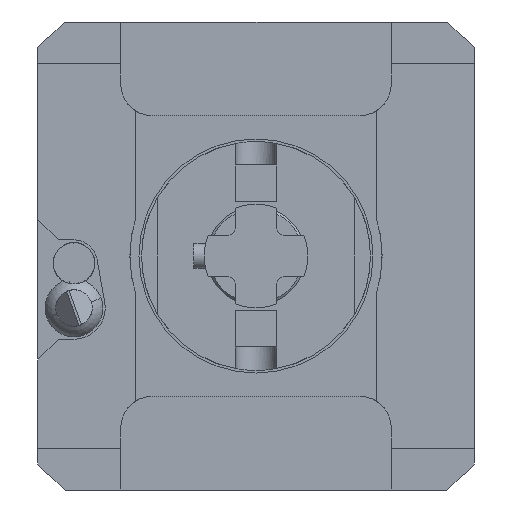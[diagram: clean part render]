
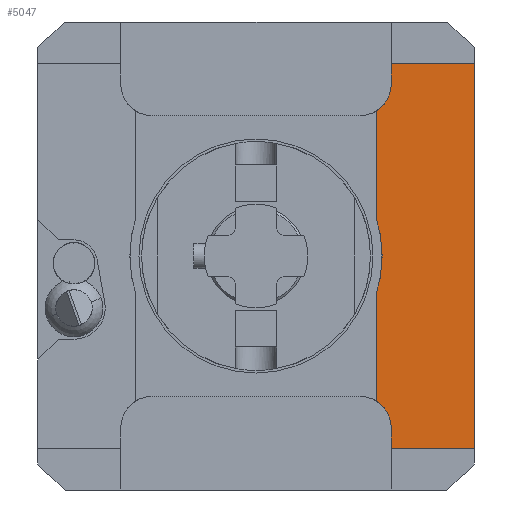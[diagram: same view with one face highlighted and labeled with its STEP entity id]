
A CAD part, left-side view. The second image highlights one B-rep face of the part: STEP entity #5047.
In plain terms, the highlighted planar face has unit normal (-1, 0, 0).
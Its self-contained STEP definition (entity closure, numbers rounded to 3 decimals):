
#445=CARTESIAN_POINT('',(-36.,0.,0.));
#446=DIRECTION('',(1.,0.,0.));
#447=DIRECTION('',(0.,-0.953,0.304));
#448=AXIS2_PLACEMENT_3D('',#445,#446,#447);
#1011=DIRECTION('',(0.,0.,1.));
#1012=VECTOR('',#1011,74.);
#1013=CARTESIAN_POINT('',(-36.,-42.,-37.));
#1014=LINE('',#1013,#1012);
#1023=DIRECTION('',(0.,-1.,0.));
#1024=VECTOR('',#1023,16.);
#1025=CARTESIAN_POINT('',(-36.,-26.,-37.));
#1026=LINE('',#1025,#1024);
#1031=DIRECTION('',(0.,0.,1.));
#1032=VECTOR('',#1031,4.);
#1033=CARTESIAN_POINT('',(-36.,-26.,-37.));
#1034=LINE('',#1033,#1032);
#1035=CARTESIAN_POINT('',(-36.,-20.,-33.));
#1036=DIRECTION('',(-1.,0.,0.));
#1037=DIRECTION('',(0.,-1.,0.));
#1038=AXIS2_PLACEMENT_3D('',#1035,#1036,#1037);
#1040=DIRECTION('',(0.,0.,1.));
#1041=VECTOR('',#1040,20.484);
#1042=CARTESIAN_POINT('',(-36.,-23.1,-27.863));
#1043=LINE('',#1042,#1041);
#1044=DIRECTION('',(0.,0.,1.));
#1045=VECTOR('',#1044,20.484);
#1046=CARTESIAN_POINT('',(-36.,-23.1,7.379));
#1047=LINE('',#1046,#1045);
#1048=CARTESIAN_POINT('',(-36.,-20.,33.));
#1049=DIRECTION('',(-1.,0.,0.));
#1050=DIRECTION('',(0.,-0.517,-0.856));
#1051=AXIS2_PLACEMENT_3D('',#1048,#1049,#1050);
#1053=DIRECTION('',(0.,0.,-1.));
#1054=VECTOR('',#1053,4.);
#1055=CARTESIAN_POINT('',(-36.,-26.,37.));
#1056=LINE('',#1055,#1054);
#1129=DIRECTION('',(0.,-1.,0.));
#1130=VECTOR('',#1129,16.);
#1131=CARTESIAN_POINT('',(-36.,-26.,37.));
#1132=LINE('',#1131,#1130);
#3355=CARTESIAN_POINT('',(-36.,-42.,-37.));
#3356=CARTESIAN_POINT('',(-36.,-42.,37.));
#3357=VERTEX_POINT('',#3355);
#3358=VERTEX_POINT('',#3356);
#3396=CARTESIAN_POINT('',(-36.,-23.1,-7.379));
#3398=VERTEX_POINT('',#3396);
#3400=CARTESIAN_POINT('',(-36.,-23.1,7.379));
#3402=VERTEX_POINT('',#3400);
#3499=CARTESIAN_POINT('',(-36.,-26.,-37.));
#3500=VERTEX_POINT('',#3499);
#3505=CARTESIAN_POINT('',(-36.,-26.,37.));
#3506=VERTEX_POINT('',#3505);
#3507=CARTESIAN_POINT('',(-36.,-26.,-33.));
#3508=VERTEX_POINT('',#3507);
#3509=CARTESIAN_POINT('',(-36.,-23.1,-27.863));
#3510=VERTEX_POINT('',#3509);
#3511=CARTESIAN_POINT('',(-36.,-23.1,27.863));
#3512=CARTESIAN_POINT('',(-36.,-26.,33.));
#3513=VERTEX_POINT('',#3511);
#3514=VERTEX_POINT('',#3512);
#5026=CARTESIAN_POINT('',(-36.,-23.1,-37.));
#5027=DIRECTION('',(-1.,0.,0.));
#5028=DIRECTION('',(0.,-1.,0.));
#5029=AXIS2_PLACEMENT_3D('',#5026,#5027,#5028);
#5030=PLANE('',#5029);
#5031=ORIENTED_EDGE('',*,*,#4288,.T.);
#5032=ORIENTED_EDGE('',*,*,#4383,.T.);
#5034=ORIENTED_EDGE('',*,*,#5033,.T.);
#5035=ORIENTED_EDGE('',*,*,#4418,.F.);
#5037=ORIENTED_EDGE('',*,*,#5036,.T.);
#5038=ORIENTED_EDGE('',*,*,#4454,.T.);
#5040=ORIENTED_EDGE('',*,*,#5039,.F.);
#5042=ORIENTED_EDGE('',*,*,#5041,.T.);
#5043=ORIENTED_EDGE('',*,*,#5002,.F.);
#5044=ORIENTED_EDGE('',*,*,#5019,.F.);
#5045=EDGE_LOOP('',(#5031,#5032,#5034,#5035,#5037,#5038,#5040,#5042,#5043,
#5044));
#5046=FACE_OUTER_BOUND('',#5045,.F.);
#5047=ADVANCED_FACE('',(#5046),#5030,.T.);
#449=CIRCLE('',#448,24.25);
#1039=CIRCLE('',#1038,6.);
#1052=CIRCLE('',#1051,6.);
#4288=EDGE_CURVE('',#3500,#3508,#1034,.T.);
#4383=EDGE_CURVE('',#3508,#3510,#1039,.T.);
#4418=EDGE_CURVE('',#3402,#3398,#449,.T.);
#4454=EDGE_CURVE('',#3513,#3514,#1052,.T.);
#5002=EDGE_CURVE('',#3357,#3358,#1014,.T.);
#5019=EDGE_CURVE('',#3500,#3357,#1026,.T.);
#5033=EDGE_CURVE('',#3510,#3398,#1043,.T.);
#5036=EDGE_CURVE('',#3402,#3513,#1047,.T.);
#5039=EDGE_CURVE('',#3506,#3514,#1056,.T.);
#5041=EDGE_CURVE('',#3506,#3358,#1132,.T.);
